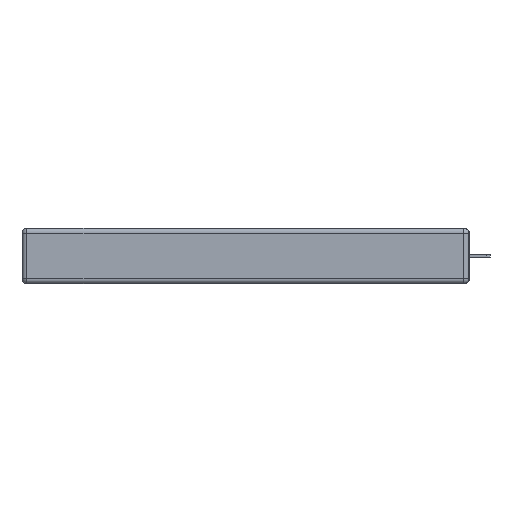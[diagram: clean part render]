
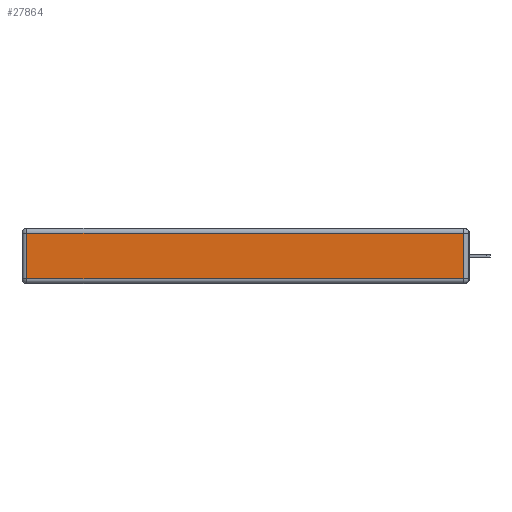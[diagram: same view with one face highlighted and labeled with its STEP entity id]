
A CAD part, left-side view. The second image highlights one B-rep face of the part: STEP entity #27864.
In plain terms, the highlighted planar face has unit normal (-1, 0, 0).
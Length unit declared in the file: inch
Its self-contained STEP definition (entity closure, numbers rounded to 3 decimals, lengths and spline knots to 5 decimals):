
#1167 = VERTEX_POINT ( 'NONE', #22676 ) ;
#1382 = CARTESIAN_POINT ( 'NONE',  ( 0., 2.75, -0.03 ) ) ;
#2108 = CARTESIAN_POINT ( 'NONE',  ( 0., 2.72, -0.03 ) ) ;
#2876 = LINE ( 'NONE', #18950, #26808 ) ;
#3249 = ORIENTED_EDGE ( 'NONE', *, *, #17151, .T. ) ;
#4018 = ORIENTED_EDGE ( 'NONE', *, *, #24212, .T. ) ;
#4784 = DIRECTION ( 'NONE',  ( 0., -1., 0. ) ) ;
#7296 = VERTEX_POINT ( 'NONE', #19878 ) ;
#7876 = CARTESIAN_POINT ( 'NONE',  ( 0., 0., -0.343 ) ) ;
#10681 = LINE ( 'NONE', #1382, #12231 ) ;
#11432 = CARTESIAN_POINT ( 'NONE',  ( 0., 0., -0.313 ) ) ;
#11559 = EDGE_CURVE ( 'NONE', #1167, #7296, #15868, .T. ) ;
#11889 = DIRECTION ( 'NONE',  ( 0., 0., 1. ) ) ;
#12231 = VECTOR ( 'NONE', #12759, 39.37008 ) ;
#12759 = DIRECTION ( 'NONE',  ( 0., 1., 0. ) ) ;
#13935 = VERTEX_POINT ( 'NONE', #2108 ) ;
#15868 = LINE ( 'NONE', #11432, #23583 ) ;
#16849 = EDGE_CURVE ( 'NONE', #13935, #1167, #20373, .T. ) ;
#16857 = DIRECTION ( 'NONE',  ( -1., 0., 0. ) ) ;
#17034 = ORIENTED_EDGE ( 'NONE', *, *, #11559, .T. ) ;
#17151 = EDGE_CURVE ( 'NONE', #26992, #13935, #10681, .T. ) ;
#17160 = PLANE ( 'NONE',  #23393 ) ;
#17390 = VECTOR ( 'NONE', #22430, 39.37008 ) ;
#18950 = CARTESIAN_POINT ( 'NONE',  ( 0., 0.03, -0.343 ) ) ;
#19878 = CARTESIAN_POINT ( 'NONE',  ( 0., 0.03, -0.313 ) ) ;
#20373 = LINE ( 'NONE', #24904, #17390 ) ;
#22430 = DIRECTION ( 'NONE',  ( 0., 0., -1. ) ) ;
#22676 = CARTESIAN_POINT ( 'NONE',  ( 0., 2.72, -0.313 ) ) ;
#23393 = AXIS2_PLACEMENT_3D ( 'NONE', #7876, #16857, #23720 ) ;
#23476 = CARTESIAN_POINT ( 'NONE',  ( 0., 0.03, -0.03 ) ) ;
#23583 = VECTOR ( 'NONE', #4784, 39.37008 ) ;
#23720 = DIRECTION ( 'NONE',  ( 0., 0., 1. ) ) ;
#24212 = EDGE_CURVE ( 'NONE', #7296, #26992, #2876, .T. ) ;
#24451 = ORIENTED_EDGE ( 'NONE', *, *, #16849, .T. ) ;
#24904 = CARTESIAN_POINT ( 'NONE',  ( 0., 2.72, -0.343 ) ) ;
#25244 = EDGE_LOOP ( 'NONE', ( #17034, #4018, #3249, #24451 ) ) ;
#25751 = FACE_OUTER_BOUND ( 'NONE', #25244, .T. ) ;
#26808 = VECTOR ( 'NONE', #11889, 39.37008 ) ;
#26992 = VERTEX_POINT ( 'NONE', #23476 ) ;
#27864 = ADVANCED_FACE ( 'NONE', ( #25751 ), #17160, .T. ) ;
